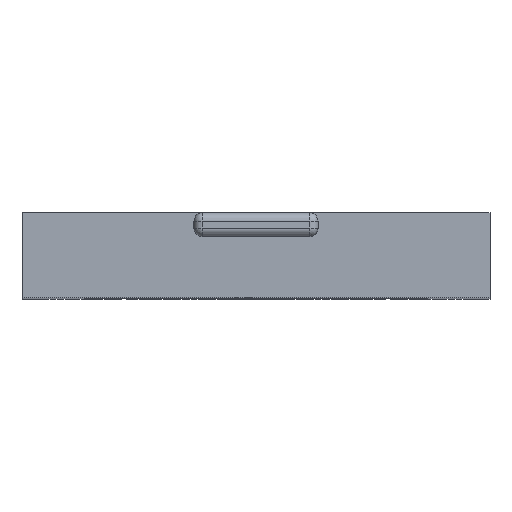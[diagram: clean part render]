
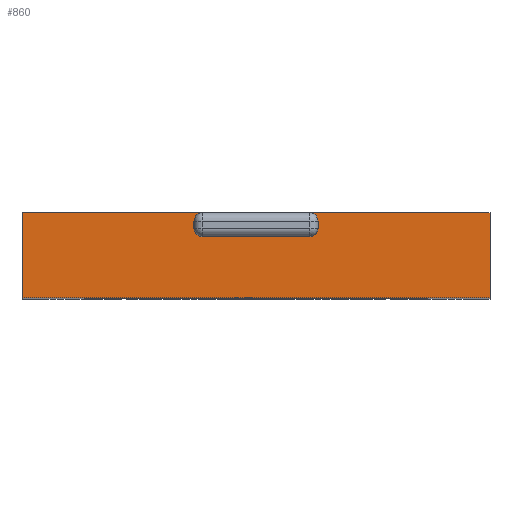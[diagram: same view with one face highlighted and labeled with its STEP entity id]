
A CAD part, top view. The second image highlights one B-rep face of the part: STEP entity #860.
In plain terms, the highlighted planar face has unit normal (0, 0, 1).
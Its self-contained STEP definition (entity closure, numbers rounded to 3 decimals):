
#495=CARTESIAN_POINT('Vertex',(27.5,0.,46.5)) ;
#498=CARTESIAN_POINT('Line Origine',(0.,0.,46.5)) ;
#502=CARTESIAN_POINT('Vertex',(-27.5,0.,46.5)) ;
#741=CARTESIAN_POINT('Vertex',(-27.5,10.,46.5)) ;
#744=CARTESIAN_POINT('Line Origine',(-27.5,5.,46.5)) ;
#757=CARTESIAN_POINT('Axis2P3D Location',(27.5,0.,46.5)) ;
#762=CARTESIAN_POINT('Line Origine',(-17.4,10.,46.5)) ;
#766=CARTESIAN_POINT('Vertex',(-7.3,10.,46.5)) ;
#769=CARTESIAN_POINT('Line Origine',(27.5,5.,46.5)) ;
#773=CARTESIAN_POINT('Vertex',(27.5,10.,46.5)) ;
#776=CARTESIAN_POINT('Line Origine',(17.4,10.,46.5)) ;
#780=CARTESIAN_POINT('Vertex',(7.3,10.,46.5)) ;
#783=CARTESIAN_POINT('Line Origine',(6.8,10.,46.5)) ;
#787=CARTESIAN_POINT('Vertex',(6.3,10.,46.5)) ;
#790=CARTESIAN_POINT('Axis2P3D Location',(6.3,9.,46.5)) ;
#794=CARTESIAN_POINT('Vertex',(7.3,9.,46.5)) ;
#797=CARTESIAN_POINT('Line Origine',(7.3,8.6,46.5)) ;
#801=CARTESIAN_POINT('Vertex',(7.3,8.2,46.5)) ;
#804=CARTESIAN_POINT('Axis2P3D Location',(6.3,8.2,46.5)) ;
#808=CARTESIAN_POINT('Vertex',(6.3,7.2,46.5)) ;
#811=CARTESIAN_POINT('Line Origine',(0.,7.2,46.5)) ;
#815=CARTESIAN_POINT('Vertex',(-6.3,7.2,46.5)) ;
#818=CARTESIAN_POINT('Axis2P3D Location',(-6.3,8.2,46.5)) ;
#822=CARTESIAN_POINT('Vertex',(-7.3,8.2,46.5)) ;
#825=CARTESIAN_POINT('Line Origine',(-7.3,8.6,46.5)) ;
#829=CARTESIAN_POINT('Vertex',(-7.3,9.,46.5)) ;
#832=CARTESIAN_POINT('Axis2P3D Location',(-6.3,9.,46.5)) ;
#836=CARTESIAN_POINT('Vertex',(-6.3,10.,46.5)) ;
#839=CARTESIAN_POINT('Line Origine',(-6.8,10.,46.5)) ;
#499=DIRECTION('Vector Direction',(-1.,0.,0.)) ;
#745=DIRECTION('Vector Direction',(0.,1.,0.)) ;
#758=DIRECTION('Axis2P3D Direction',(0.,0.,-1.)) ;
#759=DIRECTION('Axis2P3D XDirection',(-1.,0.,0.)) ;
#763=DIRECTION('Vector Direction',(-1.,0.,0.)) ;
#770=DIRECTION('Vector Direction',(0.,1.,0.)) ;
#777=DIRECTION('Vector Direction',(-1.,0.,0.)) ;
#784=DIRECTION('Vector Direction',(-1.,0.,0.)) ;
#791=DIRECTION('Axis2P3D Direction',(0.,0.,-1.)) ;
#798=DIRECTION('Vector Direction',(0.,1.,0.)) ;
#805=DIRECTION('Axis2P3D Direction',(0.,0.,-1.)) ;
#812=DIRECTION('Vector Direction',(-1.,0.,0.)) ;
#819=DIRECTION('Axis2P3D Direction',(0.,0.,-1.)) ;
#826=DIRECTION('Vector Direction',(0.,-1.,0.)) ;
#833=DIRECTION('Axis2P3D Direction',(0.,0.,-1.)) ;
#840=DIRECTION('Vector Direction',(-1.,0.,0.)) ;
#760=AXIS2_PLACEMENT_3D('Plane Axis2P3D',#757,#758,#759) ;
#792=AXIS2_PLACEMENT_3D('Circle Axis2P3D',#790,#791,$) ;
#806=AXIS2_PLACEMENT_3D('Circle Axis2P3D',#804,#805,$) ;
#820=AXIS2_PLACEMENT_3D('Circle Axis2P3D',#818,#819,$) ;
#834=AXIS2_PLACEMENT_3D('Circle Axis2P3D',#832,#833,$) ;
#845=ORIENTED_EDGE('',*,*,#768,.F.) ;
#846=ORIENTED_EDGE('',*,*,#748,.F.) ;
#847=ORIENTED_EDGE('',*,*,#504,.T.) ;
#848=ORIENTED_EDGE('',*,*,#775,.T.) ;
#849=ORIENTED_EDGE('',*,*,#782,.F.) ;
#850=ORIENTED_EDGE('',*,*,#789,.T.) ;
#851=ORIENTED_EDGE('',*,*,#796,.F.) ;
#852=ORIENTED_EDGE('',*,*,#803,.F.) ;
#853=ORIENTED_EDGE('',*,*,#810,.F.) ;
#854=ORIENTED_EDGE('',*,*,#817,.F.) ;
#855=ORIENTED_EDGE('',*,*,#824,.F.) ;
#856=ORIENTED_EDGE('',*,*,#831,.F.) ;
#857=ORIENTED_EDGE('',*,*,#838,.F.) ;
#858=ORIENTED_EDGE('',*,*,#843,.T.) ;
#500=VECTOR('Line Direction',#499,1.) ;
#746=VECTOR('Line Direction',#745,1.) ;
#764=VECTOR('Line Direction',#763,1.) ;
#771=VECTOR('Line Direction',#770,1.) ;
#778=VECTOR('Line Direction',#777,1.) ;
#785=VECTOR('Line Direction',#784,1.) ;
#799=VECTOR('Line Direction',#798,1.) ;
#813=VECTOR('Line Direction',#812,1.) ;
#827=VECTOR('Line Direction',#826,1.) ;
#841=VECTOR('Line Direction',#840,1.) ;
#860=ADVANCED_FACE('Corps principal',(#859),#761,.F.) ;
#793=CIRCLE('generated circle',#792,1.) ;
#807=CIRCLE('generated circle',#806,1.) ;
#821=CIRCLE('generated circle',#820,1.) ;
#835=CIRCLE('generated circle',#834,1.) ;
#504=EDGE_CURVE('',#503,#496,#501,.F.) ;
#748=EDGE_CURVE('',#503,#742,#747,.T.) ;
#768=EDGE_CURVE('',#742,#767,#765,.F.) ;
#775=EDGE_CURVE('',#496,#774,#772,.T.) ;
#782=EDGE_CURVE('',#781,#774,#779,.F.) ;
#789=EDGE_CURVE('',#781,#788,#786,.T.) ;
#796=EDGE_CURVE('',#795,#788,#793,.F.) ;
#803=EDGE_CURVE('',#802,#795,#800,.T.) ;
#810=EDGE_CURVE('',#809,#802,#807,.F.) ;
#817=EDGE_CURVE('',#816,#809,#814,.F.) ;
#824=EDGE_CURVE('',#823,#816,#821,.F.) ;
#831=EDGE_CURVE('',#830,#823,#828,.T.) ;
#838=EDGE_CURVE('',#837,#830,#835,.F.) ;
#843=EDGE_CURVE('',#837,#767,#842,.T.) ;
#844=EDGE_LOOP('',(#845,#846,#847,#848,#849,#850,#851,#852,#853,#854,#855,#856,#857,#858)) ;
#859=FACE_OUTER_BOUND('',#844,.T.) ;
#501=LINE('Line',#498,#500) ;
#747=LINE('Line',#744,#746) ;
#765=LINE('Line',#762,#764) ;
#772=LINE('Line',#769,#771) ;
#779=LINE('Line',#776,#778) ;
#786=LINE('Line',#783,#785) ;
#800=LINE('Line',#797,#799) ;
#814=LINE('Line',#811,#813) ;
#828=LINE('Line',#825,#827) ;
#842=LINE('Line',#839,#841) ;
#761=PLANE('',#760) ;
#496=VERTEX_POINT('',#495) ;
#503=VERTEX_POINT('',#502) ;
#742=VERTEX_POINT('',#741) ;
#767=VERTEX_POINT('',#766) ;
#774=VERTEX_POINT('',#773) ;
#781=VERTEX_POINT('',#780) ;
#788=VERTEX_POINT('',#787) ;
#795=VERTEX_POINT('',#794) ;
#802=VERTEX_POINT('',#801) ;
#809=VERTEX_POINT('',#808) ;
#816=VERTEX_POINT('',#815) ;
#823=VERTEX_POINT('',#822) ;
#830=VERTEX_POINT('',#829) ;
#837=VERTEX_POINT('',#836) ;
